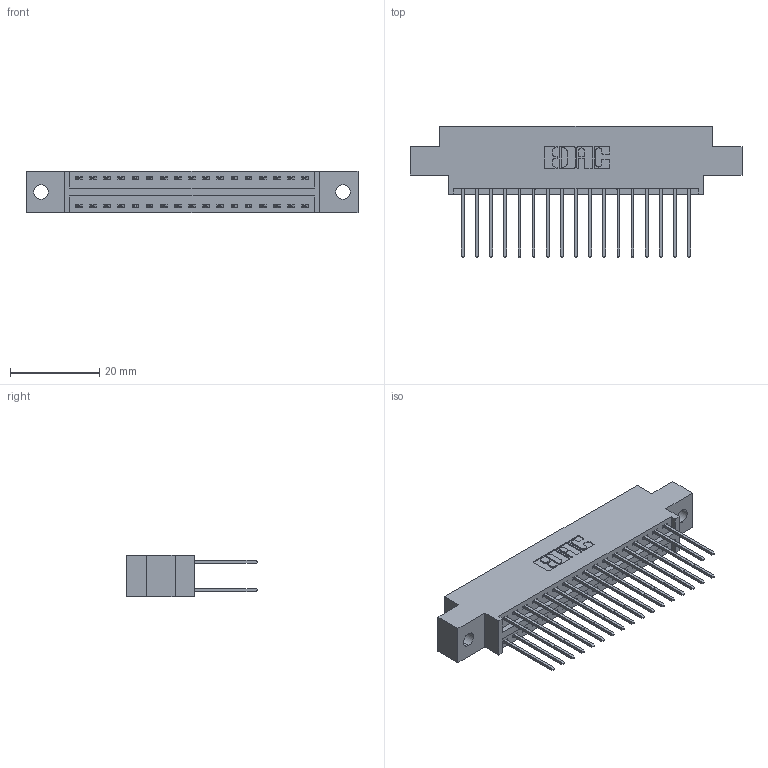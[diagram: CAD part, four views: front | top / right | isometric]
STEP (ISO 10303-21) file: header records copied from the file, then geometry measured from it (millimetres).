
FILE_DESCRIPTION (( 'STEP AP203' ), '1' );
FILE_NAME ('396-034-540-802.STEP', '2018-09-06T00:55:57', ( '' ), ( '' ), 'SwSTEP 2.0', 'SolidWorks 2016', '' );
FILE_SCHEMA (( 'CONFIG_CONTROL_DESIGN' ));
Length unit declared in the file: inch
Products named in the file (3): 346 Part_0.170 Offset - 0.128 Dia; 345-292-001_345-293-140; 396-034-540-802
Assembly tree (35 placements, depth 2):
  396-034-540-802
    346 Part_0.170 Offset - 0.128 Dia
    345-292-001_345-293-140  x34
Bounding box: 74.55 x 29.46 x 9.4 mm (x, y, z)
Volume: 7012.9 mm3; surface area: 9766.8 mm2
Topology: 35 solids, 35 shells, 1894 faces, 5611 edges, 3694 vertices
Faces by surface type: plane 1270, cylinder 624
Entity records: 14613 total; most frequent: CARTESIAN_POINT 2444, ORIENTED_EDGE 2378, DIRECTION 2205, EDGE_CURVE 1189, LINE 989, VECTOR 989, VERTEX_POINT 790, AXIS2_PLACEMENT_3D 608
